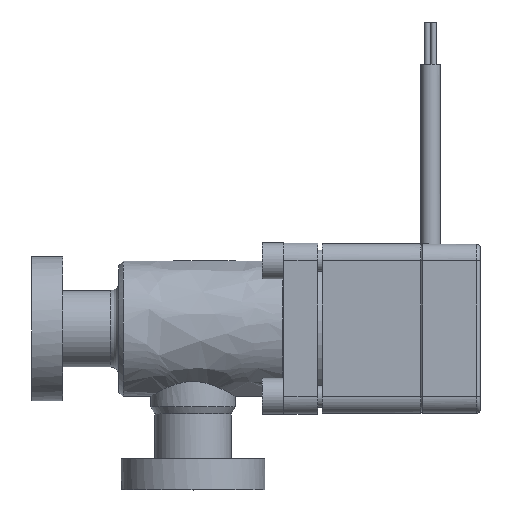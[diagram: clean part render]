
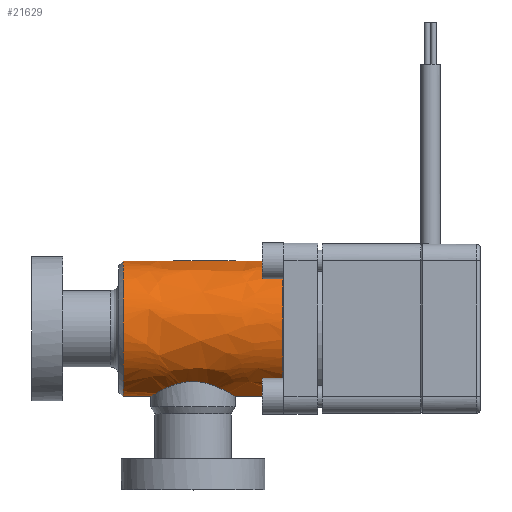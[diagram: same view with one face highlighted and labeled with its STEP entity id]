
A CAD part, top view. The second image highlights one B-rep face of the part: STEP entity #21629.
In plain terms, the highlighted free-form (B-spline) face has degree [2, 1] with [7, 2] control points.
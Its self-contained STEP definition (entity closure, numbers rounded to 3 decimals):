
#21278=CARTESIAN_POINT('V29',(20.9,16.,
   0.0));
#21279=VERTEX_POINT('V29',#21278);
#21287=CARTESIAN_POINT('E48',(20.9,16.,
   0.));
#21288=CARTESIAN_POINT('E48',(20.9,16.,
   27.713));
#21289=CARTESIAN_POINT('E48',(20.9,-8.,
   13.856));
#21290=CARTESIAN_POINT('E48',(20.9,-32.,
   0.));
#21291=CARTESIAN_POINT('E48',(20.9,-8.,
   -13.856));
#21292=CARTESIAN_POINT('E48',(20.9,16.,
   -27.713));
#21293=CARTESIAN_POINT('E48',(20.9,16.,
   0.));
#21301=(BOUNDED_CURVE()B_SPLINE_CURVE(2,(#21287,#21288,#21289,
   #21290,#21291,#21292,#21293),.CIRCULAR_ARC.,.T.,.U.)
   B_SPLINE_CURVE_WITH_KNOTS((3,2,2,3),(2.0,24.214,
   46.429,68.643),.UNSPECIFIED.)CURVE()
   GEOMETRIC_REPRESENTATION_ITEM()RATIONAL_B_SPLINE_CURVE((1.0,
   0.5,1.0,0.5,1.0,0.5,1.0)
   )REPRESENTATION_ITEM('E48'));
#21302=EDGE_CURVE('E48',#21279,#21279,#21301,.T.);
#21509=CARTESIAN_POINT('V18',(58.6,16.,
   0.0));
#21510=VERTEX_POINT('V18',#21509);
#21518=CARTESIAN_POINT('E27',(58.6,16.,
   0.0));
#21519=CARTESIAN_POINT('E27',(58.6,16.,
   -27.713));
#21520=CARTESIAN_POINT('E27',(58.6,-8.,
   -13.856));
#21521=CARTESIAN_POINT('E27',(58.6,-32.,
   0.));
#21522=CARTESIAN_POINT('E27',(58.6,-8.,
   13.856));
#21523=CARTESIAN_POINT('E27',(58.6,16.,
   27.713));
#21524=CARTESIAN_POINT('E27',(58.6,16.,
   0.0));
#21532=(BOUNDED_CURVE()B_SPLINE_CURVE(2,(#21518,#21519,#21520,
   #21521,#21522,#21523,#21524),.CIRCULAR_ARC.,.T.,.U.)
   B_SPLINE_CURVE_WITH_KNOTS((3,2,2,3),(0.0,197.184,
   394.368,591.552),.UNSPECIFIED.)CURVE()
   GEOMETRIC_REPRESENTATION_ITEM()RATIONAL_B_SPLINE_CURVE((1.0,
   0.5,1.0,0.5,1.0,0.5,1.0)
   )REPRESENTATION_ITEM('E27'));
#21533=EDGE_CURVE('E27',#21510,#21510,#21532,.T.);
#21538=CARTESIAN_POINT('F22',(19.9,16.,
   0.0));
#21539=CARTESIAN_POINT('F22',(19.9,16.,
   27.713));
#21540=CARTESIAN_POINT('F22',(19.9,-8.,
   13.856));
#21541=CARTESIAN_POINT('F22',(19.9,-32.,
   0.));
#21542=CARTESIAN_POINT('F22',(19.9,-8.,
   -13.856));
#21543=CARTESIAN_POINT('F22',(19.9,16.,
   -27.713));
#21544=CARTESIAN_POINT('F22',(19.9,16.,
   0.0));
#21545=CARTESIAN_POINT('F22',(58.6,16.,
   0.0));
#21546=CARTESIAN_POINT('F22',(58.6,16.,
   27.713));
#21547=CARTESIAN_POINT('F22',(58.6,-8.,
   13.856));
#21548=CARTESIAN_POINT('F22',(58.6,-32.,
   0.));
#21549=CARTESIAN_POINT('F22',(58.6,-8.,
   -13.856));
#21550=CARTESIAN_POINT('F22',(58.6,16.,
   -27.713));
#21551=CARTESIAN_POINT('F22',(58.6,16.,
   0.0));
#21559=(BOUNDED_SURFACE()B_SPLINE_SURFACE(2,1,((#21538,#21545),(
   #21539,#21546),(#21540,#21547),(#21541,#21548),(#21542,
   #21549),(#21543,#21550),(#21544,#21551)),.CYLINDRICAL_SURF.,
   .T.,.F.,.U.)B_SPLINE_SURFACE_WITH_KNOTS((3,2,2,3),(2,2),(0.0,
   1.432,2.864,4.297),(0.0,1.0),
   .UNSPECIFIED.)GEOMETRIC_REPRESENTATION_ITEM()
   RATIONAL_B_SPLINE_SURFACE(((1.0,1.0),(0.5,
   0.5),(1.0,1.0),(0.5,
   0.5),(1.0,1.0),(0.5,
   0.5),(1.0,1.0)))REPRESENTATION_ITEM('F22')SURFACE(
   ));
#21560=ORIENTED_EDGE('E48',*,*,#21302,.F.);
#21561=CARTESIAN_POINT('V27',(29.4,16.,
   0.0));
#21562=VERTEX_POINT('V27',#21561);
#21563=CARTESIAN_POINT('E41',(29.4,16.,
   0.0));
#21564=CARTESIAN_POINT('E41',(20.9,16.,
   0.0));
#21565=B_SPLINE_CURVE_WITH_KNOTS('E41',1,(#21563,#21564),
   .POLYLINE_FORM.,.F.,.U.,(2,2),(0.755,
   0.974),.UNSPECIFIED.);
#21566=EDGE_CURVE('E41',#21562,#21279,#21565,.T.);
#21567=ORIENTED_EDGE('E41',*,*,#21566,.F.);
#21568=CARTESIAN_POINT('V26',(37.4,13.856,
   8.));
#21569=VERTEX_POINT('V26',#21568);
#21570=CARTESIAN_POINT('E40',(37.4,13.856,
   8.));
#21571=CARTESIAN_POINT('E40',(36.897,13.856,
   8.));
#21572=CARTESIAN_POINT('E40',(36.397,13.884,
   7.953));
#21573=CARTESIAN_POINT('E40',(34.523,14.085,
   7.596));
#21574=CARTESIAN_POINT('E40',(33.298,14.421,
   6.987));
#21575=CARTESIAN_POINT('E40',(31.231,15.134,
   5.282));
#21576=CARTESIAN_POINT('E40',(30.319,15.554,
   4.05));
#21577=CARTESIAN_POINT('E40',(29.541,15.928,
   1.724));
#21578=CARTESIAN_POINT('E40',(29.4,16.,
   0.868));
#21579=CARTESIAN_POINT('E40',(29.4,16.,
   0.0));
#21580=B_SPLINE_CURVE_WITH_KNOTS('E40',3,(#21570,#21571,#21572,
   #21573,#21574,#21575,#21576,#21577,#21578,#21579),.UNSPECIFIED.,
   .F.,.U.,(4,2,2,2,4),(0.0,0.117,0.446,
   0.806,1.0),.UNSPECIFIED.);
#21581=EDGE_CURVE('E40',#21569,#21562,#21580,.T.);
#21582=ORIENTED_EDGE('E40',*,*,#21581,.F.);
#21583=CARTESIAN_POINT('V28',(45.4,16.,
   0.0));
#21584=VERTEX_POINT('V28',#21583);
#21585=CARTESIAN_POINT('E44',(45.4,16.,
   0.0));
#21586=CARTESIAN_POINT('E44',(45.4,16.,
   0.757));
#21587=CARTESIAN_POINT('E44',(45.293,15.946,
   1.506));
#21588=CARTESIAN_POINT('E44',(44.845,15.728,
   3.051));
#21589=CARTESIAN_POINT('E44',(44.488,15.559,
   3.788));
#21590=CARTESIAN_POINT('E44',(42.994,14.912,
   6.036));
#21591=CARTESIAN_POINT('E44',(41.372,14.294,
   7.212));
#21592=CARTESIAN_POINT('E44',(38.814,13.912,
   7.906));
#21593=CARTESIAN_POINT('E44',(38.111,13.856,
   8.));
#21594=CARTESIAN_POINT('E44',(37.4,13.856,
   8.));
#21595=B_SPLINE_CURVE_WITH_KNOTS('E44',3,(#21585,#21586,#21587,
   #21588,#21589,#21590,#21591,#21592,#21593,#21594),.UNSPECIFIED.,
   .F.,.U.,(4,2,2,2,4),(0.0,0.165,0.354,
   0.828,1.0),.UNSPECIFIED.);
#21596=EDGE_CURVE('E44',#21584,#21569,#21595,.T.);
#21597=ORIENTED_EDGE('E44',*,*,#21596,.F.);
#21598=CARTESIAN_POINT('E43',(58.6,16.,
   0.0));
#21599=CARTESIAN_POINT('E43',(45.4,16.,
   0.0));
#21600=B_SPLINE_CURVE_WITH_KNOTS('E43',1,(#21598,#21599),
   .POLYLINE_FORM.,.F.,.U.,(2,2),(0.0,0.341),
   .UNSPECIFIED.);
#21601=EDGE_CURVE('E43',#21510,#21584,#21600,.T.);
#21602=ORIENTED_EDGE('E43',*,*,#21601,.F.);
#21603=ORIENTED_EDGE('F16',*,*,#21533,.F.);
#21604=ORIENTED_EDGE('E43',*,*,#21601,.T.);
#21605=CARTESIAN_POINT('E42',(29.4,16.,
   0.0));
#21606=CARTESIAN_POINT('E42',(29.4,16.,
   -0.453));
#21607=CARTESIAN_POINT('E42',(29.438,15.981,
   -0.903));
#21608=CARTESIAN_POINT('E42',(29.702,15.85,
   -2.448));
#21609=CARTESIAN_POINT('E42',(30.103,15.654,
   -3.41));
#21610=CARTESIAN_POINT('E42',(31.605,14.992,
   -5.839));
#21611=CARTESIAN_POINT('E42',(33.16,14.382,
   -7.042));
#21612=CARTESIAN_POINT('E42',(35.708,13.94,
   -7.859));
#21613=CARTESIAN_POINT('E42',(36.492,13.863,
   -7.988));
#21614=CARTESIAN_POINT('E42',(38.08,13.851,
   -8.01));
#21615=CARTESIAN_POINT('E42',(38.859,13.913,
   -7.905));
#21616=CARTESIAN_POINT('E42',(40.271,14.136,
   -7.499));
#21617=CARTESIAN_POINT('E42',(40.888,14.278,
   -7.229));
#21618=CARTESIAN_POINT('E42',(42.713,14.791,
   -6.158));
#21619=CARTESIAN_POINT('E42',(43.804,15.251,
   -5.048));
#21620=CARTESIAN_POINT('E42',(44.989,15.793,
   -2.729));
#21621=CARTESIAN_POINT('E42',(45.4,16.,
   -1.484));
#21622=CARTESIAN_POINT('E42',(45.4,16.,
   0.0));
#21623=B_SPLINE_CURVE_WITH_KNOTS('E42',3,(#21605,#21606,#21607,
   #21608,#21609,#21610,#21611,#21612,#21613,#21614,#21615,#21616,
   #21617,#21618,#21619,#21620,#21621,#21622),.UNSPECIFIED.,.F.,.U.,
   (4,2,2,2,2,2,2,2,4),(0.0,0.047,0.162,
   0.399,0.497,0.595,
   0.681,0.874,1.0),.UNSPECIFIED.);
#21624=EDGE_CURVE('E42',#21562,#21584,#21623,.T.);
#21625=ORIENTED_EDGE('E42',*,*,#21624,.F.);
#21626=ORIENTED_EDGE('E41',*,*,#21566,.T.);
#21627=EDGE_LOOP('F22',(#21560,#21567,#21582,#21597,#21602,#21603,
   #21604,#21625,#21626));
#21628=FACE_OUTER_BOUND('F22',#21627,.F.);
#21629=ADVANCED_FACE('F22',(#21628),#21559,.T.);
